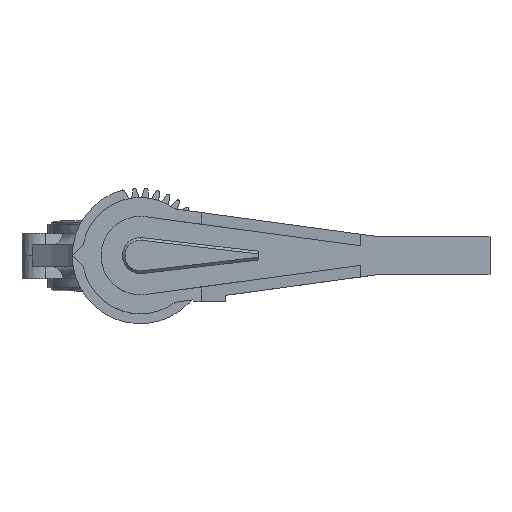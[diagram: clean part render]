
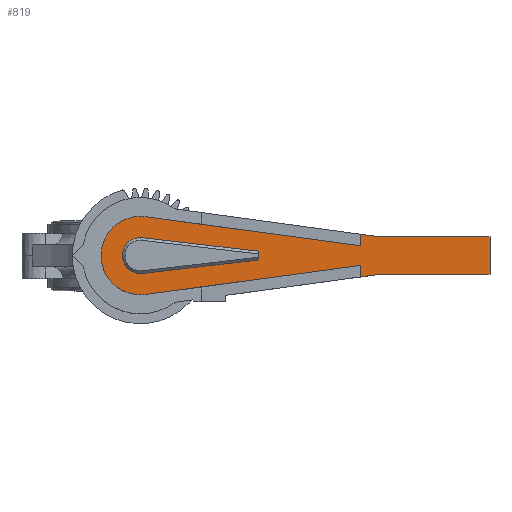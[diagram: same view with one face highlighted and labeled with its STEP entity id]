
A CAD part, top view. The second image highlights one B-rep face of the part: STEP entity #819.
In plain terms, the highlighted planar face has unit normal (0, 0, 1).
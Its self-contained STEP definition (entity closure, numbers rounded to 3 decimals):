
#819=ADVANCED_FACE('',(#2165,#2166),#2167,.T.);
#2165=FACE_BOUND('',#4099,.T.);
#2166=FACE_OUTER_BOUND('',#4100,.T.);
#2167=PLANE('',#4101);
#4099=EDGE_LOOP('',(#6481,#6482,#6483,#6484,#6485,#6486));
#4100=EDGE_LOOP('',(#6487,#6488,#6489,#6490,#6491,#6492,#6493,#6494,#6495,#6496,#6497,#6498));
#4101=AXIS2_PLACEMENT_3D('',#6499,#6500,#6501);
#6481=ORIENTED_EDGE('',*,*,#11844,.T.);
#6482=ORIENTED_EDGE('',*,*,#11849,.T.);
#6483=ORIENTED_EDGE('',*,*,#12068,.T.);
#6484=ORIENTED_EDGE('',*,*,#12059,.T.);
#6485=ORIENTED_EDGE('',*,*,#12054,.T.);
#6486=ORIENTED_EDGE('',*,*,#12066,.T.);
#6487=ORIENTED_EDGE('',*,*,#12070,.T.);
#6488=ORIENTED_EDGE('',*,*,#12071,.T.);
#6489=ORIENTED_EDGE('',*,*,#12072,.T.);
#6490=ORIENTED_EDGE('',*,*,#12073,.T.);
#6491=ORIENTED_EDGE('',*,*,#12074,.T.);
#6492=ORIENTED_EDGE('',*,*,#12075,.T.);
#6493=ORIENTED_EDGE('',*,*,#12076,.T.);
#6494=ORIENTED_EDGE('',*,*,#12077,.T.);
#6495=ORIENTED_EDGE('',*,*,#11831,.T.);
#6496=ORIENTED_EDGE('',*,*,#11827,.T.);
#6497=ORIENTED_EDGE('',*,*,#12078,.T.);
#6498=ORIENTED_EDGE('',*,*,#12079,.T.);
#6499=CARTESIAN_POINT('',(0.0,0.0,246.0));
#6500=DIRECTION('',(0.0,0.0,1.0));
#6501=DIRECTION('',(0.0,-1.0,0.0));
#11827=EDGE_CURVE('',#14156,#14161,#14163,.T.);
#11831=EDGE_CURVE('',#14166,#14156,#14169,.T.);
#11844=EDGE_CURVE('',#14192,#14190,#14193,.T.);
#11849=EDGE_CURVE('',#14190,#14198,#14201,.T.);
#12054=EDGE_CURVE('',#14510,#14511,#14512,.T.);
#12059=EDGE_CURVE('',#14519,#14510,#14520,.T.);
#12066=EDGE_CURVE('',#14511,#14192,#14528,.T.);
#12068=EDGE_CURVE('',#14198,#14519,#14530,.T.);
#12070=EDGE_CURVE('',#14532,#14533,#14534,.T.);
#12071=EDGE_CURVE('',#14533,#14535,#14536,.T.);
#12072=EDGE_CURVE('',#14535,#14537,#14538,.T.);
#12073=EDGE_CURVE('',#14537,#14539,#14540,.T.);
#12074=EDGE_CURVE('',#14539,#14541,#14542,.T.);
#12075=EDGE_CURVE('',#14541,#14543,#14544,.T.);
#12076=EDGE_CURVE('',#14543,#14545,#14546,.T.);
#12077=EDGE_CURVE('',#14545,#14166,#14547,.T.);
#12078=EDGE_CURVE('',#14161,#14548,#14549,.T.);
#12079=EDGE_CURVE('',#14548,#14532,#14550,.T.);
#14156=VERTEX_POINT('',#17606);
#14161=VERTEX_POINT('',#17612);
#14163=CIRCLE('',#17615,43.229);
#14166=VERTEX_POINT('',#17618);
#14169=CIRCLE('',#17622,43.229);
#14190=VERTEX_POINT('',#17647);
#14192=VERTEX_POINT('',#17650);
#14193=CIRCLE('',#17651,19.85);
#14198=VERTEX_POINT('',#17657);
#14201=CIRCLE('',#17661,19.85);
#14510=VERTEX_POINT('',#18092);
#14511=VERTEX_POINT('',#18093);
#14512=LINE('',#18094,#18095);
#14519=VERTEX_POINT('',#18105);
#14520=LINE('',#18106,#18107);
#14528=LINE('',#18118,#18119);
#14530=CIRCLE('',#18121,19.85);
#14532=VERTEX_POINT('',#18123);
#14533=VERTEX_POINT('',#18124);
#14534=LINE('',#18125,#18126);
#14535=VERTEX_POINT('',#18127);
#14536=LINE('',#18128,#18129);
#14537=VERTEX_POINT('',#18130);
#14538=LINE('',#18131,#18132);
#14539=VERTEX_POINT('',#18133);
#14540=LINE('',#18134,#18135);
#14541=VERTEX_POINT('',#18136);
#14542=LINE('',#18137,#18138);
#14543=VERTEX_POINT('',#18139);
#14544=LINE('',#18140,#18141);
#14545=VERTEX_POINT('',#18142);
#14546=LINE('',#18143,#18144);
#14547=CIRCLE('',#18145,43.229);
#14548=VERTEX_POINT('',#18146);
#14549=LINE('',#18147,#18148);
#14550=LINE('',#18149,#18150);
#17606=CARTESIAN_POINT('',(0.,-43.229,246.0));
#17612=CARTESIAN_POINT('',(5.791,-42.839,246.0));
#17615=AXIS2_PLACEMENT_3D('',#22695,#22696,#22697);
#17618=CARTESIAN_POINT('',(0.,43.229,246.0));
#17622=AXIS2_PLACEMENT_3D('',#22702,#22703,#22704);
#17647=CARTESIAN_POINT('',(0.,-19.85,246.0));
#17650=CARTESIAN_POINT('',(2.295,-19.717,246.0));
#17651=AXIS2_PLACEMENT_3D('',#22722,#22723,#22724);
#17657=CARTESIAN_POINT('',(0.,19.85,246.0));
#17661=AXIS2_PLACEMENT_3D('',#22730,#22731,#22732);
#18092=CARTESIAN_POINT('',(130.0,4.85,246.0));
#18093=CARTESIAN_POINT('',(130.0,-4.85,246.0));
#18094=CARTESIAN_POINT('',(130.0,-2.425,246.0));
#18095=VECTOR('',#22948,1.0);
#18105=CARTESIAN_POINT('',(2.295,19.717,246.0));
#18106=CARTESIAN_POINT('',(66.148,12.283,246.0));
#18107=VECTOR('',#22952,1.0);
#18118=CARTESIAN_POINT('',(2.295,-19.717,246.0));
#18119=VECTOR('',#22959,1.0);
#18121=AXIS2_PLACEMENT_3D('',#22960,#22961,#22962);
#18123=CARTESIAN_POINT('',(242.69,-23.493,246.0));
#18124=CARTESIAN_POINT('',(264.63,-20.499,246.0));
#18125=CARTESIAN_POINT('',(242.69,-23.493,246.0));
#18126=VECTOR('',#22963,22.143);
#18127=CARTESIAN_POINT('',(385.405,-20.499,246.0));
#18128=CARTESIAN_POINT('',(264.63,-20.499,246.0));
#18129=VECTOR('',#22964,120.775);
#18130=CARTESIAN_POINT('',(385.405,20.499,246.0));
#18131=CARTESIAN_POINT('',(385.405,-20.499,246.0));
#18132=VECTOR('',#22965,40.997);
#18133=CARTESIAN_POINT('',(264.63,20.499,246.0));
#18134=CARTESIAN_POINT('',(385.405,20.499,246.0));
#18135=VECTOR('',#22966,120.775);
#18136=CARTESIAN_POINT('',(242.69,23.493,246.0));
#18137=CARTESIAN_POINT('',(264.63,20.499,246.0));
#18138=VECTOR('',#22967,22.143);
#18139=CARTESIAN_POINT('',(242.69,10.814,246.0));
#18140=CARTESIAN_POINT('',(242.69,23.493,246.0));
#18141=VECTOR('',#22968,12.679);
#18142=CARTESIAN_POINT('',(5.791,42.839,246.0));
#18143=CARTESIAN_POINT('',(242.69,10.814,246.0));
#18144=VECTOR('',#22969,239.054);
#18145=AXIS2_PLACEMENT_3D('',#22970,#22971,#22972);
#18146=CARTESIAN_POINT('',(242.69,-10.814,246.0));
#18147=CARTESIAN_POINT('',(5.791,-42.839,246.0));
#18148=VECTOR('',#22973,239.054);
#18149=CARTESIAN_POINT('',(242.69,-10.814,246.0));
#18150=VECTOR('',#22974,12.679);
#22695=CARTESIAN_POINT('',(0.0,0.0,246.0));
#22696=DIRECTION('',(0.0,-0.0,1.0));
#22697=DIRECTION('',(0.134,0.991,0.0));
#22702=CARTESIAN_POINT('',(0.0,0.0,246.0));
#22703=DIRECTION('',(0.0,-0.0,1.0));
#22704=DIRECTION('',(0.134,0.991,0.0));
#22722=CARTESIAN_POINT('',(0.0,0.0,246.0));
#22723=DIRECTION('',(0.0,0.0,-1.0));
#22724=DIRECTION('',(0.0,1.0,0.0));
#22730=CARTESIAN_POINT('',(0.0,0.0,246.0));
#22731=DIRECTION('',(0.0,0.0,-1.0));
#22732=DIRECTION('',(0.0,1.0,0.0));
#22948=DIRECTION('',(0.0,-1.0,0.0));
#22952=DIRECTION('',(0.993,-0.116,0.0));
#22959=DIRECTION('',(-0.993,-0.116,0.0));
#22960=CARTESIAN_POINT('',(0.0,0.0,246.0));
#22961=DIRECTION('',(0.0,0.0,-1.0));
#22962=DIRECTION('',(0.0,1.0,0.0));
#22963=DIRECTION('',(0.991,0.135,0.0));
#22964=DIRECTION('',(1.0,0.0,0.0));
#22965=DIRECTION('',(0.0,1.0,0.0));
#22966=DIRECTION('',(-1.0,0.0,0.0));
#22967=DIRECTION('',(-0.991,0.135,0.0));
#22968=DIRECTION('',(0.0,-1.0,0.0));
#22969=DIRECTION('',(-0.991,0.134,0.0));
#22970=CARTESIAN_POINT('',(0.0,0.0,246.0));
#22971=DIRECTION('',(0.0,-0.0,1.0));
#22972=DIRECTION('',(0.134,0.991,0.0));
#22973=DIRECTION('',(0.991,0.134,0.0));
#22974=DIRECTION('',(0.,-1.0,0.0));
